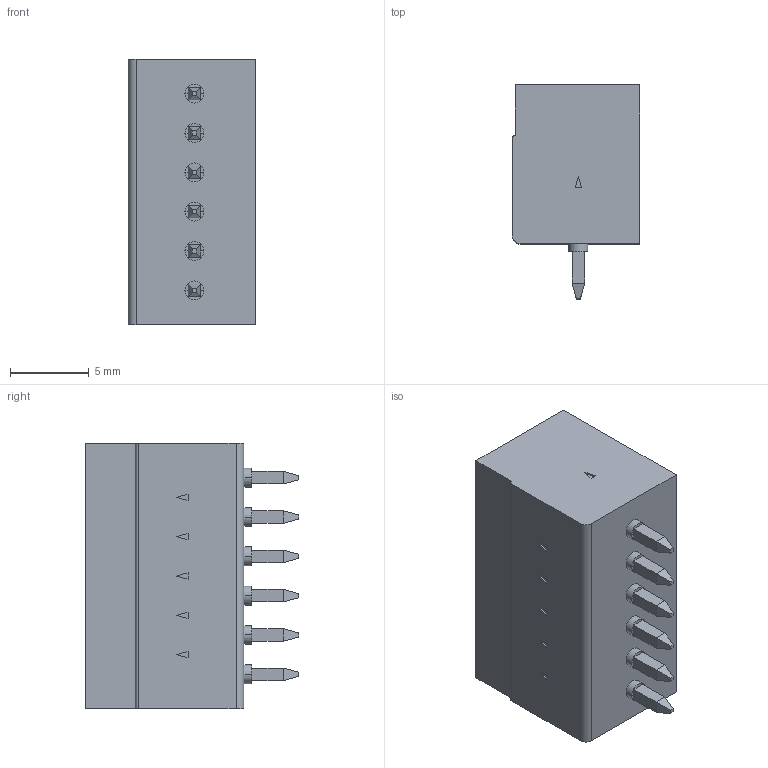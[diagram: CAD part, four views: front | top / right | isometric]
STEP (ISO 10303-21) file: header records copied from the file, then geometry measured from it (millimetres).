
FILE_DESCRIPTION(('FreeCAD Model'),'2;1');
FILE_NAME('mcv_0.5-6-g-2.5.step','2018-02-12T09:43:14',( 'kicad StepUp'),('ksu MCAD'),'Open CASCADE STEP processor 6.8', 'FreeCAD','Unknown');
FILE_SCHEMA(('AUTOMOTIVE_DESIGN_CC2 { 1 2 10303 214 -1 1 5 4 }'));
Length unit declared in the file: millimetre
Products named in the file (1): mcv_0.5-6-g-2.5
Bounding box: 8.1 x 13.6 x 16.9 mm (x, y, z)
Volume: 983.8 mm3; surface area: 1357.1 mm2
Topology: 1 solids, 1 shells, 340 faces, 868 edges, 563 vertices
Faces by surface type: plane 279, cylinder 61
Entity records: 12525 total; most frequent: CARTESIAN_POINT 1772, ORIENTED_EDGE 1736, DIRECTION 1686, EDGE_CURVE 868, LINE 732, VECTOR 732, VERTEX_POINT 563, AXIS2_PLACEMENT_3D 477
